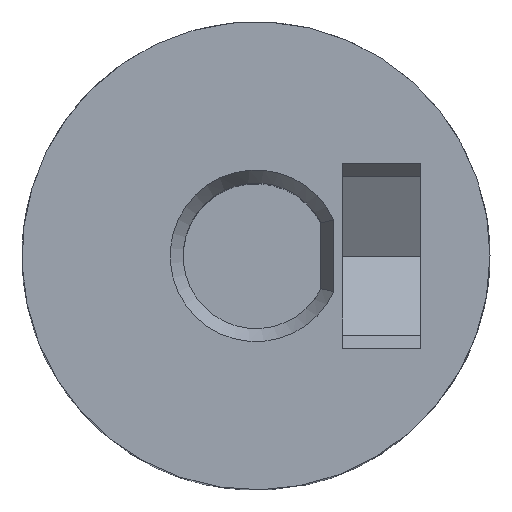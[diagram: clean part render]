
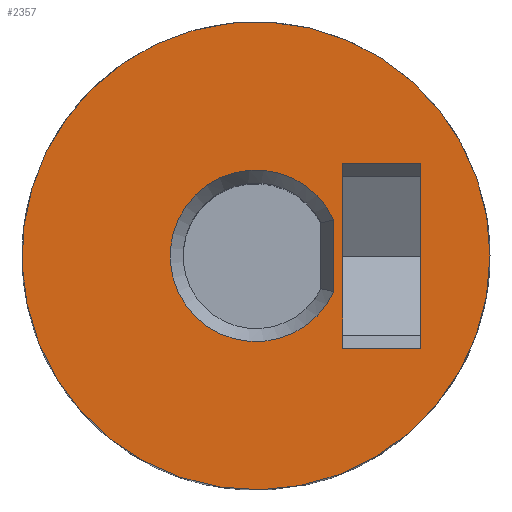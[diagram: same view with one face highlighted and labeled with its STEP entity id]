
A CAD part, top view. The second image highlights one B-rep face of the part: STEP entity #2357.
In plain terms, the highlighted planar face has unit normal (0, 0, 1).
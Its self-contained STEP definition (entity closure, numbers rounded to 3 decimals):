
#146=FACE_BOUND('',#479,.T.);
#147=FACE_BOUND('',#480,.T.);
#154=CIRCLE('',#2491,3.3);
#156=CIRCLE('',#2495,9.);
#346=FACE_OUTER_BOUND('',#478,.T.);
#478=EDGE_LOOP('',(#1559));
#479=EDGE_LOOP('',(#1560,#1561,#1562,#1563));
#480=EDGE_LOOP('',(#1564,#1565));
#613=LINE('',#3282,#755);
#620=LINE('',#3297,#762);
#624=LINE('',#3307,#766);
#628=LINE('',#3331,#770);
#629=LINE('',#3332,#771);
#755=VECTOR('',#2706,3.);
#762=VECTOR('',#2717,3.);
#766=VECTOR('',#2725,2.75);
#770=VECTOR('',#2743,7.1);
#771=VECTOR('',#2744,7.1);
#894=VERTEX_POINT('',#3275);
#897=VERTEX_POINT('',#3280);
#900=VERTEX_POINT('',#3290);
#903=VERTEX_POINT('',#3295);
#906=VERTEX_POINT('',#3305);
#907=VERTEX_POINT('',#3306);
#912=VERTEX_POINT('',#3329);
#1152=EDGE_CURVE('',#897,#894,#613,.T.);
#1159=EDGE_CURVE('',#903,#900,#620,.T.);
#1163=EDGE_CURVE('',#906,#907,#624,.T.);
#1168=EDGE_CURVE('',#907,#906,#154,.T.);
#1172=EDGE_CURVE('',#912,#912,#156,.T.);
#1173=EDGE_CURVE('',#900,#897,#628,.T.);
#1174=EDGE_CURVE('',#903,#894,#629,.T.);
#1559=ORIENTED_EDGE('',*,*,#1172,.T.);
#1560=ORIENTED_EDGE('',*,*,#1173,.F.);
#1561=ORIENTED_EDGE('',*,*,#1159,.F.);
#1562=ORIENTED_EDGE('',*,*,#1174,.T.);
#1563=ORIENTED_EDGE('',*,*,#1152,.F.);
#1564=ORIENTED_EDGE('',*,*,#1163,.F.);
#1565=ORIENTED_EDGE('',*,*,#1168,.F.);
#2301=PLANE('',#2494);
#2357=ADVANCED_FACE('',(#346,#146,#147),#2301,.T.);
#2491=AXIS2_PLACEMENT_3D('',#3321,#2731,#2732);
#2494=AXIS2_PLACEMENT_3D('',#3328,#2739,#2740);
#2495=AXIS2_PLACEMENT_3D('',#3330,#2741,#2742);
#2706=DIRECTION('',(-1.,0.,0.));
#2717=DIRECTION('',(1.,0.,0.));
#2725=DIRECTION('',(0.,1.,0.));
#2731=DIRECTION('center_axis',(0.,0.,1.));
#2732=DIRECTION('ref_axis',(-1.,0.,0.));
#2739=DIRECTION('center_axis',(0.,0.,1.));
#2740=DIRECTION('ref_axis',(1.,0.,0.));
#2741=DIRECTION('center_axis',(0.,0.,1.));
#2742=DIRECTION('ref_axis',(-1.,0.,0.));
#2743=DIRECTION('',(0.,1.,0.));
#2744=DIRECTION('',(0.,1.,0.));
#3275=CARTESIAN_POINT('',(3.329,3.55,15.));
#3280=CARTESIAN_POINT('',(6.329,3.55,15.));
#3282=CARTESIAN_POINT('',(1.665,3.55,15.));
#3290=CARTESIAN_POINT('',(6.329,-3.55,15.));
#3295=CARTESIAN_POINT('',(3.329,-3.55,15.));
#3297=CARTESIAN_POINT('',(3.165,-3.55,15.));
#3305=CARTESIAN_POINT('',(3.,-1.375,15.));
#3306=CARTESIAN_POINT('',(3.,1.375,15.));
#3307=CARTESIAN_POINT('',(3.,-0.707,15.));
#3321=CARTESIAN_POINT('Origin',(0.,0.,15.));
#3328=CARTESIAN_POINT('Origin',(0.,0.,
15.));
#3329=CARTESIAN_POINT('',(9.,0.,15.));
#3330=CARTESIAN_POINT('Origin',(0.,0.,15.));
#3331=CARTESIAN_POINT('',(6.329,1.475,15.));
#3332=CARTESIAN_POINT('',(3.329,-1.475,15.));
